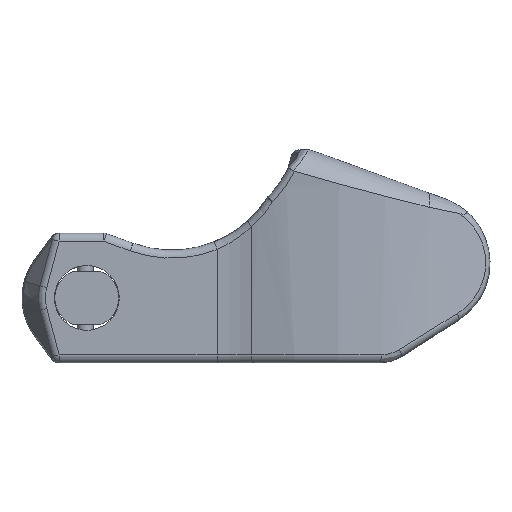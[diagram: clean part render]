
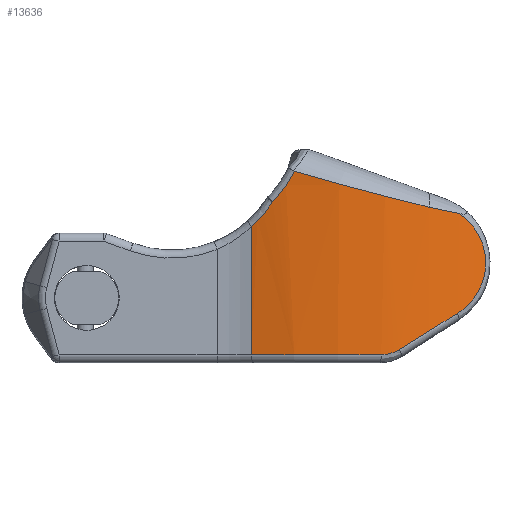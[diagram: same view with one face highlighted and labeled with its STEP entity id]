
A CAD part, left-side view. The second image highlights one B-rep face of the part: STEP entity #13636.
In plain terms, the highlighted cylindrical face has radius 195.996 mm (diameter 391.992 mm), a partial arc.
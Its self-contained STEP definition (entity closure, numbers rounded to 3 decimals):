
#2507=CARTESIAN_POINT('',(-67.756,147.295,121.732));
#2877=CARTESIAN_POINT('',(-70.74,56.101,45.769));
#2878=CARTESIAN_POINT('',(-69.897,51.99,48.326));
#2879=CARTESIAN_POINT('',(-67.948,43.832,53.387));
#2880=CARTESIAN_POINT('',(-64.261,31.846,60.833));
#2881=CARTESIAN_POINT('',(-61.304,24.041,65.676));
#2882=CARTESIAN_POINT('',(-59.703,20.193,68.07));
#2890=CARTESIAN_POINT('',(-59.19,18.973,129.681));
#2891=CARTESIAN_POINT('',(-57.085,14.007,126.327));
#2892=CARTESIAN_POINT('',(-53.015,5.619,117.247));
#2893=CARTESIAN_POINT('',(-50.426,0.957,
98.469));
#2894=CARTESIAN_POINT('',(-53.427,6.392,79.961));
#2895=CARTESIAN_POINT('',(-57.587,15.104,71.23));
#2896=CARTESIAN_POINT('',(-59.703,20.193,68.07));
#2898=CARTESIAN_POINT('',(-70.74,56.101,45.769));
#2899=CARTESIAN_POINT('',(-71.411,59.375,43.736));
#2900=CARTESIAN_POINT('',(-72.106,63.243,42.635));
#2901=CARTESIAN_POINT('',(-72.674,67.131,42.635));
#2903=DIRECTION('',(0.,0.,1.));
#2904=VECTOR('',#2903,79.097);
#2905=CARTESIAN_POINT('',(-67.756,147.295,42.635));
#2906=LINE('',#2905,#2904);
#2907=CARTESIAN_POINT('',(-73.106,120.666,155.843));
#2908=CARTESIAN_POINT('',(-73.999,113.775,153.765));
#2909=CARTESIAN_POINT('',(-75.056,99.86,149.759));
#2910=CARTESIAN_POINT('',(-74.41,78.9,144.133));
#2911=CARTESIAN_POINT('',(-71.498,57.962,138.745));
#2912=CARTESIAN_POINT('',(-68.075,44.33,135.301));
#2913=CARTESIAN_POINT('',(-66.004,37.625,133.606));
#2934=CARTESIAN_POINT('',(-59.19,18.973,129.681));
#2935=CARTESIAN_POINT('',(-59.848,20.525,129.963));
#2936=CARTESIAN_POINT('',(-61.093,23.582,130.532));
#2937=CARTESIAN_POINT('',(-62.604,27.539,131.311));
#2938=CARTESIAN_POINT('',(-64.294,32.28,132.314));
#2939=CARTESIAN_POINT('',(-65.433,35.777,133.138));
#2940=CARTESIAN_POINT('',(-66.004,37.625,133.606));
#2961=CARTESIAN_POINT('',(-73.106,120.666,155.843));
#2962=CARTESIAN_POINT('',(-72.988,121.575,154.13));
#2963=CARTESIAN_POINT('',(-72.727,123.49,150.772));
#2964=CARTESIAN_POINT('',(-72.256,126.588,145.983));
#2965=CARTESIAN_POINT('',(-71.664,130.084,141.322));
#2966=CARTESIAN_POINT('',(-71.153,132.782,138.346));
#2967=CARTESIAN_POINT('',(-70.865,134.213,136.887));
#2981=CARTESIAN_POINT('',(-73.106,120.666,155.843));
#3067=CARTESIAN_POINT('',(-70.865,134.213,136.887));
#3068=CARTESIAN_POINT('',(-70.593,135.56,134.853));
#3069=CARTESIAN_POINT('',(-70.006,138.326,131.018));
#3070=CARTESIAN_POINT('',(-68.986,142.655,126.093));
#3071=CARTESIAN_POINT('',(-68.187,145.723,123.12));
#3072=CARTESIAN_POINT('',(-67.756,147.295,121.732));
#3550=CARTESIAN_POINT('',(121.263,95.465,42.635));
#3551=DIRECTION('',(0.,0.,1.));
#3552=DIRECTION('',(-0.964,0.264,0.));
#3553=AXIS2_PLACEMENT_3D('',#3550,#3551,#3552);
#9167=CARTESIAN_POINT('',(-67.756,147.295,42.635));
#9168=VERTEX_POINT('',#9167);
#9169=VERTEX_POINT('',#2507);
#10184=VERTEX_POINT('',#2981);
#10186=VERTEX_POINT('',#2890);
#10187=VERTEX_POINT('',#2896);
#10188=VERTEX_POINT('',#2877);
#10189=VERTEX_POINT('',#2901);
#10190=VERTEX_POINT('',#3067);
#10191=VERTEX_POINT('',#2913);
#13613=CARTESIAN_POINT('',(121.263,95.465,42.635));
#13614=DIRECTION('',(0.,0.,1.));
#13615=DIRECTION('',(0.964,-0.264,0.));
#13616=AXIS2_PLACEMENT_3D('',#13613,#13614,#13615);
#13617=CYLINDRICAL_SURFACE('',#13616,195.996);
#13619=ORIENTED_EDGE('',*,*,#13618,.T.);
#13620=ORIENTED_EDGE('',*,*,#13603,.F.);
#13622=ORIENTED_EDGE('',*,*,#13621,.T.);
#13624=ORIENTED_EDGE('',*,*,#13623,.F.);
#13625=ORIENTED_EDGE('',*,*,#13219,.T.);
#13627=ORIENTED_EDGE('',*,*,#13626,.F.);
#13629=ORIENTED_EDGE('',*,*,#13628,.F.);
#13631=ORIENTED_EDGE('',*,*,#13630,.T.);
#13633=ORIENTED_EDGE('',*,*,#13632,.F.);
#13634=EDGE_LOOP('',(#13619,#13620,#13622,#13624,#13625,#13627,#13629,#13631,
#13633));
#13635=FACE_OUTER_BOUND('',#13634,.F.);
#13636=ADVANCED_FACE('',(#13635),#13617,.T.);
#2883=B_SPLINE_CURVE_WITH_KNOTS('',3,(#2877,#2878,#2879,#2880,#2881,#2882),
.UNSPECIFIED.,.F.,.F.,(4,1,1,4),(0.,0.333,0.667,1.),
.UNSPECIFIED.);
#2897=B_SPLINE_CURVE_WITH_KNOTS('',3,(#2890,#2891,#2892,#2893,#2894,#2895,
#2896),.UNSPECIFIED.,.F.,.F.,(4,1,1,1,4),(0.,0.25,0.5,0.75,1.),
.UNSPECIFIED.);
#2902=B_SPLINE_CURVE_WITH_KNOTS('',3,(#2898,#2899,#2900,#2901),.UNSPECIFIED.,
.F.,.F.,(4,4),(0.,1.),.UNSPECIFIED.);
#2914=B_SPLINE_CURVE_WITH_KNOTS('',3,(#2907,#2908,#2909,#2910,#2911,#2912,
#2913),.UNSPECIFIED.,.F.,.F.,(4,1,1,1,4),(0.,0.25,0.5,0.75,1.),
.UNSPECIFIED.);
#2941=B_SPLINE_CURVE_WITH_KNOTS('',3,(#2934,#2935,#2936,#2937,#2938,#2939,
#2940),.UNSPECIFIED.,.F.,.F.,(4,1,1,1,4),(0.,0.25,0.5,0.75,1.),
.UNSPECIFIED.);
#2968=B_SPLINE_CURVE_WITH_KNOTS('',3,(#2961,#2962,#2963,#2964,#2965,#2966,
#2967),.UNSPECIFIED.,.F.,.F.,(4,1,1,1,4),(0.,0.25,0.5,0.75,1.),
.UNSPECIFIED.);
#3073=B_SPLINE_CURVE_WITH_KNOTS('',3,(#3067,#3068,#3069,#3070,#3071,#3072),
.UNSPECIFIED.,.F.,.F.,(4,1,1,4),(0.,0.333,0.667,1.),
.UNSPECIFIED.);
#3554=CIRCLE('',#3553,195.996);
#13219=EDGE_CURVE('',#9168,#9169,#2906,.T.);
#13603=EDGE_CURVE('',#10188,#10187,#2883,.T.);
#13618=EDGE_CURVE('',#10186,#10187,#2897,.T.);
#13621=EDGE_CURVE('',#10188,#10189,#2902,.T.);
#13623=EDGE_CURVE('',#9168,#10189,#3554,.T.);
#13626=EDGE_CURVE('',#10190,#9169,#3073,.T.);
#13628=EDGE_CURVE('',#10184,#10190,#2968,.T.);
#13630=EDGE_CURVE('',#10184,#10191,#2914,.T.);
#13632=EDGE_CURVE('',#10186,#10191,#2941,.T.);
